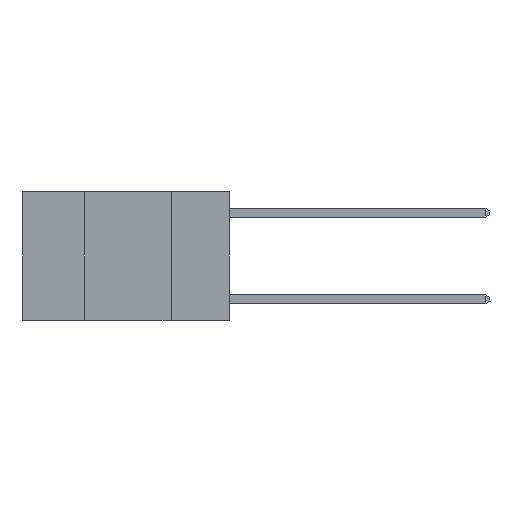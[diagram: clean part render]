
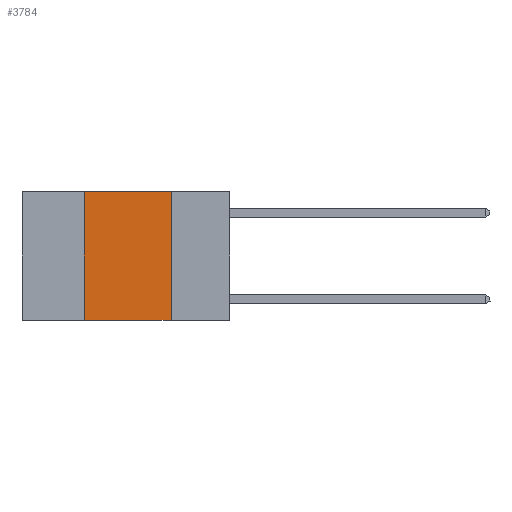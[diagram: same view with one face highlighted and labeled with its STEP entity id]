
A CAD part, left-side view. The second image highlights one B-rep face of the part: STEP entity #3784.
In plain terms, the highlighted planar face has unit normal (-1, 0, 0).
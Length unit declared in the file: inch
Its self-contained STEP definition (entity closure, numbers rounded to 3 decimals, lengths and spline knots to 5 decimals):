
#779 = VERTEX_POINT ( 'NONE', #2982 ) ;
#2048 = ORIENTED_EDGE ( 'NONE', *, *, #22977, .F. ) ;
#2112 = DIRECTION ( 'NONE',  ( 1., 0., 0. ) ) ;
#2584 = LINE ( 'NONE', #14982, #27223 ) ;
#2851 = VECTOR ( 'NONE', #15989, 39.37008 ) ;
#2982 = CARTESIAN_POINT ( 'NONE',  ( 0., 0.42, -0.37 ) ) ;
#3784 = ADVANCED_FACE ( 'NONE', ( #7269 ), #28289, .F. ) ;
#4382 = VERTEX_POINT ( 'NONE', #25558 ) ;
#4424 = CARTESIAN_POINT ( 'NONE',  ( 0., 0.6, 0. ) ) ;
#5746 = CARTESIAN_POINT ( 'NONE',  ( 0., 0.6, -0.37 ) ) ;
#6673 = EDGE_CURVE ( 'NONE', #28133, #4382, #2584, .T. ) ;
#6720 = CARTESIAN_POINT ( 'NONE',  ( 0., 0.17, 0. ) ) ;
#6930 = ORIENTED_EDGE ( 'NONE', *, *, #6673, .F. ) ;
#7269 = FACE_OUTER_BOUND ( 'NONE', #23406, .T. ) ;
#7649 = LINE ( 'NONE', #5746, #20325 ) ;
#8439 = ORIENTED_EDGE ( 'NONE', *, *, #13370, .T. ) ;
#9235 = LINE ( 'NONE', #13591, #2851 ) ;
#11468 = CARTESIAN_POINT ( 'NONE',  ( 0., 0.42, 0. ) ) ;
#12588 = DIRECTION ( 'NONE',  ( 0., 0., -1. ) ) ;
#13327 = ORIENTED_EDGE ( 'NONE', *, *, #24854, .F. ) ;
#13370 = EDGE_CURVE ( 'NONE', #779, #4382, #7649, .T. ) ;
#13591 = CARTESIAN_POINT ( 'NONE',  ( 0., 0.6, 0. ) ) ;
#13883 = DIRECTION ( 'NONE',  ( 0., 0., 1. ) ) ;
#14149 = CARTESIAN_POINT ( 'NONE',  ( 0., 0.42, 0. ) ) ;
#14982 = CARTESIAN_POINT ( 'NONE',  ( 0., 0.17, 0. ) ) ;
#15989 = DIRECTION ( 'NONE',  ( 0., -1., 0. ) ) ;
#18845 = DIRECTION ( 'NONE',  ( 0., 0., -1. ) ) ;
#20325 = VECTOR ( 'NONE', #29601, 39.37008 ) ;
#22977 = EDGE_CURVE ( 'NONE', #779, #23742, #28321, .T. ) ;
#23406 = EDGE_LOOP ( 'NONE', ( #6930, #13327, #2048, #8439 ) ) ;
#23742 = VERTEX_POINT ( 'NONE', #14149 ) ;
#24854 = EDGE_CURVE ( 'NONE', #23742, #28133, #9235, .T. ) ;
#25558 = CARTESIAN_POINT ( 'NONE',  ( 0., 0.17, -0.37 ) ) ;
#27223 = VECTOR ( 'NONE', #12588, 39.37008 ) ;
#27583 = VECTOR ( 'NONE', #13883, 39.37008 ) ;
#28133 = VERTEX_POINT ( 'NONE', #6720 ) ;
#28289 = PLANE ( 'NONE',  #30738 ) ;
#28321 = LINE ( 'NONE', #11468, #27583 ) ;
#29601 = DIRECTION ( 'NONE',  ( 0., -1., 0. ) ) ;
#30738 = AXIS2_PLACEMENT_3D ( 'NONE', #4424, #2112, #18845 ) ;
